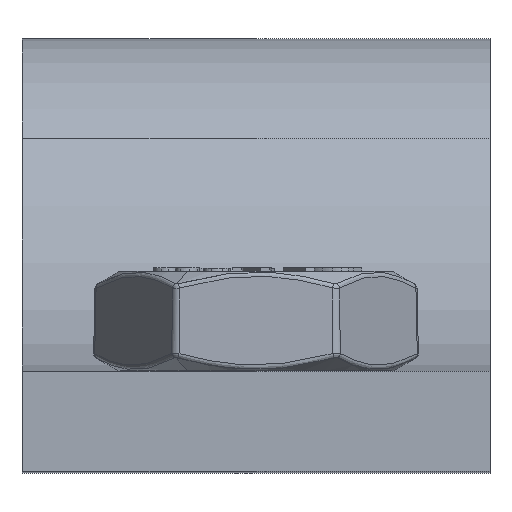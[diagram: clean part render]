
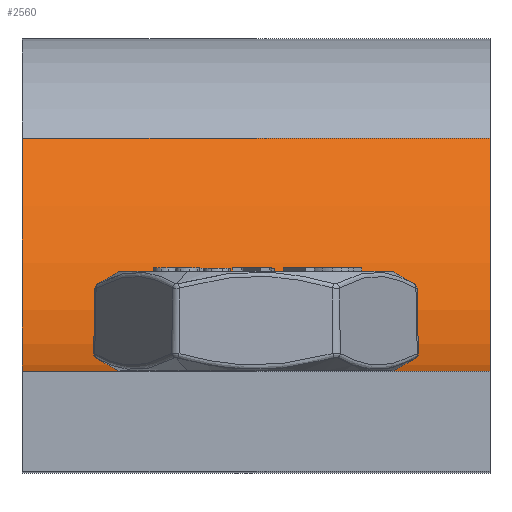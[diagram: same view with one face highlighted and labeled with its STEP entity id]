
A CAD part, top view. The second image highlights one B-rep face of the part: STEP entity #2560.
In plain terms, the highlighted cylindrical face has radius 30.442 mm (diameter 60.884 mm), a partial arc.
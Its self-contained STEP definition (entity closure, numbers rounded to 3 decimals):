
#100=CARTESIAN_POINT('',(-50.2,1.3,32.124));
#110=VERTEX_POINT('',#100);
#160=CARTESIAN_POINT('',(-50.2,31.742,32.124));
#170=DIRECTION('',(1.,0.,0.));
#180=DIRECTION('',(0.,0.,-1.));
#190=AXIS2_PLACEMENT_3D('',#160,#170,#180);
#200=CIRCLE('',#190,30.442);
#210=CARTESIAN_POINT('',(-50.2,15.315,6.495));
#220=VERTEX_POINT('',#210);
#230=EDGE_CURVE('',#110,#220,#200,.T.);
#1070=CARTESIAN_POINT('',(-78.2,15.315,6.495));
#1080=VERTEX_POINT('',#1070);
#1110=CARTESIAN_POINT('',(-78.2,31.742,32.124));
#1120=DIRECTION('',(1.,0.,0.));
#1130=DIRECTION('',(0.,0.,-1.));
#1140=AXIS2_PLACEMENT_3D('',#1110,#1120,#1130);
#1150=CIRCLE('',#1140,30.442);
#1160=CARTESIAN_POINT('',(-78.2,1.3,32.124));
#1170=VERTEX_POINT('',#1160);
#1180=EDGE_CURVE('',#1170,#1080,#1150,.T.);
#1870=CARTESIAN_POINT('',(-50.2,1.3,32.124));
#1880=DIRECTION('',(-1.,0.,0.));
#1890=VECTOR('',#1880,1.);
#1900=LINE('',#1870,#1890);
#1910=EDGE_CURVE('',#110,#1170,#1900,.T.);
#2340=CARTESIAN_POINT('',(-50.2,15.315,6.495));
#2350=DIRECTION('',(-1.,0.,0.));
#2360=VECTOR('',#2350,1.);
#2370=LINE('',#2340,#2360);
#2380=EDGE_CURVE('',#220,#1080,#2370,.T.);
#2450=CARTESIAN_POINT('',(-50.2,31.742,32.124));
#2460=DIRECTION('',(1.,0.,0.));
#2470=DIRECTION('',(0.,0.,-1.));
#2480=AXIS2_PLACEMENT_3D('',#2450,#2460,#2470);
#2490=CYLINDRICAL_SURFACE('',#2480,30.442);
#2500=ORIENTED_EDGE('',*,*,#230,.T.);
#2510=ORIENTED_EDGE('',*,*,#1910,.F.);
#2520=ORIENTED_EDGE('',*,*,#1180,.F.);
#2530=ORIENTED_EDGE('',*,*,#2380,.T.);
#2540=EDGE_LOOP('',(#2530,#2520,#2510,#2500));
#2550=FACE_OUTER_BOUND('',#2540,.T.);
#2560=ADVANCED_FACE('',(#2550),#2490,.F.);
